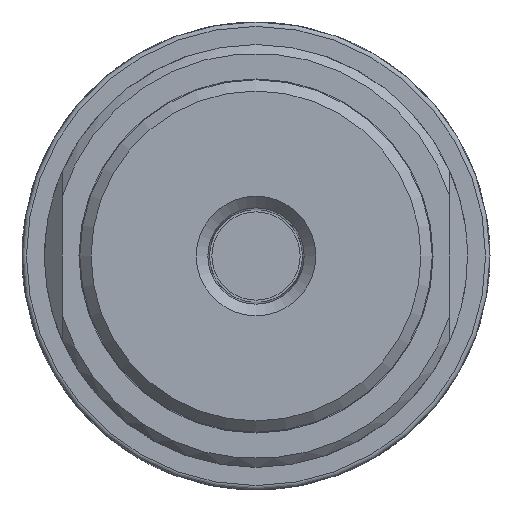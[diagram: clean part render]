
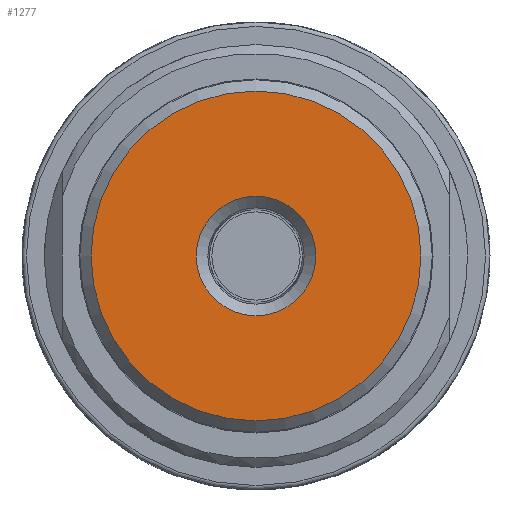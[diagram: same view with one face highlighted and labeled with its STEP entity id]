
A CAD part, left-side view. The second image highlights one B-rep face of the part: STEP entity #1277.
In plain terms, the highlighted planar face has unit normal (-1, 0, 0).
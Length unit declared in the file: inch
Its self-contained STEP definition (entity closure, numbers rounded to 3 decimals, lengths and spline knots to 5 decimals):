
#40=FACE_BOUND('',#443,.T.);
#315=PLANE('',#1368);
#361=FACE_OUTER_BOUND('',#442,.T.);
#442=EDGE_LOOP('',(#940));
#443=EDGE_LOOP('',(#941));
#537=CIRCLE('',#1367,0.21187);
#538=CIRCLE('',#1369,0.585);
#621=VERTEX_POINT('',#1860);
#622=VERTEX_POINT('',#1863);
#749=EDGE_CURVE('',#621,#621,#537,.T.);
#750=EDGE_CURVE('',#622,#622,#538,.T.);
#940=ORIENTED_EDGE('',*,*,#750,.F.);
#941=ORIENTED_EDGE('',*,*,#749,.F.);
#1277=ADVANCED_FACE('',(#361,#40),#315,.T.);
#1367=AXIS2_PLACEMENT_3D('',#1861,#1516,#1517);
#1368=AXIS2_PLACEMENT_3D('',#1862,#1518,#1519);
#1369=AXIS2_PLACEMENT_3D('',#1864,#1520,#1521);
#1516=DIRECTION('center_axis',(-1.,0.,0.));
#1517=DIRECTION('ref_axis',(0.,1.,0.));
#1518=DIRECTION('center_axis',(-1.,0.,0.));
#1519=DIRECTION('ref_axis',(0.,0.,1.));
#1520=DIRECTION('center_axis',(1.,0.,0.));
#1521=DIRECTION('ref_axis',(0.,1.,0.));
#1860=CARTESIAN_POINT('',(0.,-0.21187,0.));
#1861=CARTESIAN_POINT('Origin',(0.,0.,0.));
#1862=CARTESIAN_POINT('Origin',(0.,0.,0.));
#1863=CARTESIAN_POINT('',(0.,-0.585,0.));
#1864=CARTESIAN_POINT('Origin',(0.,0.,0.));
